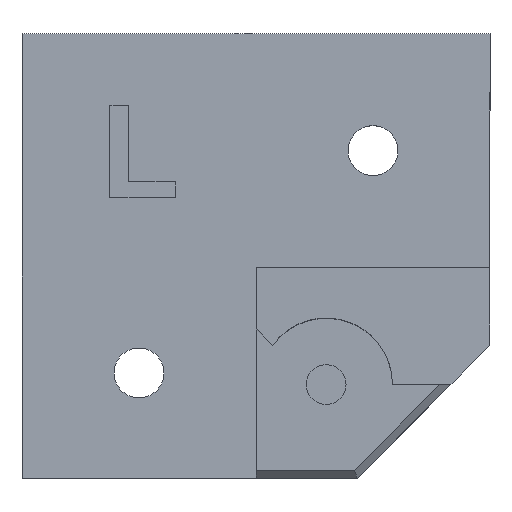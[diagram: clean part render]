
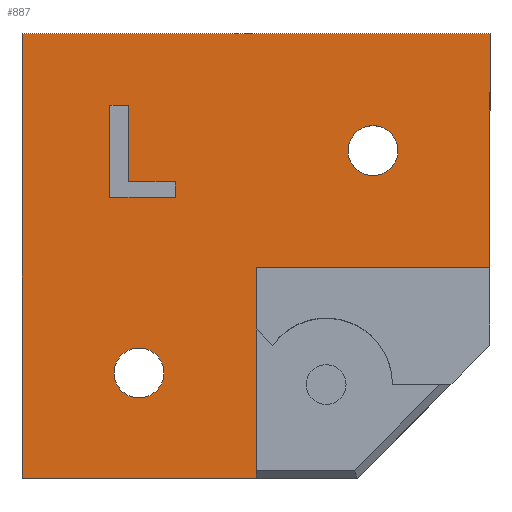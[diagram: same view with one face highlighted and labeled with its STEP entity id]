
A CAD part, top view. The second image highlights one B-rep face of the part: STEP entity #887.
In plain terms, the highlighted planar face has unit normal (0, 0, 1).
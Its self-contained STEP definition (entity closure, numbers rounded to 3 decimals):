
#22=FACE_BOUND('',#167,.T.);
#23=FACE_BOUND('',#168,.T.);
#24=FACE_BOUND('',#169,.T.);
#49=CIRCLE('',#959,3.2);
#51=CIRCLE('',#963,3.2);
#110=FACE_OUTER_BOUND('',#166,.T.);
#166=EDGE_LOOP('',(#787,#788,#789,#790,#791,#792));
#167=EDGE_LOOP('',(#793,#794,#795,#796,#797,#798));
#168=EDGE_LOOP('',(#799));
#169=EDGE_LOOP('',(#800));
#170=LINE('',#1213,#265);
#174=LINE('',#1221,#269);
#177=LINE('',#1227,#272);
#180=LINE('',#1233,#275);
#183=LINE('',#1239,#278);
#186=LINE('',#1244,#281);
#208=LINE('',#1348,#303);
#210=LINE('',#1352,#305);
#229=LINE('',#1394,#324);
#231=LINE('',#1398,#326);
#233=LINE('',#1402,#328);
#264=LINE('',#1490,#359);
#265=VECTOR('',#976,10.);
#269=VECTOR('',#982,10.);
#272=VECTOR('',#987,10.);
#275=VECTOR('',#992,10.);
#278=VECTOR('',#997,10.);
#281=VECTOR('',#1002,10.);
#303=VECTOR('',#1056,10.);
#305=VECTOR('',#1060,10.);
#324=VECTOR('',#1101,10.);
#326=VECTOR('',#1105,10.);
#328=VECTOR('',#1109,10.);
#359=VECTOR('',#1204,10.);
#360=VERTEX_POINT('',#1211);
#361=VERTEX_POINT('',#1212);
#364=VERTEX_POINT('',#1220);
#366=VERTEX_POINT('',#1226);
#368=VERTEX_POINT('',#1232);
#370=VERTEX_POINT('',#1238);
#396=VERTEX_POINT('',#1345);
#397=VERTEX_POINT('',#1347);
#398=VERTEX_POINT('',#1351);
#410=VERTEX_POINT('',#1393);
#411=VERTEX_POINT('',#1397);
#412=VERTEX_POINT('',#1401);
#433=VERTEX_POINT('',#1467);
#435=VERTEX_POINT('',#1475);
#438=EDGE_CURVE('',#360,#361,#170,.T.);
#442=EDGE_CURVE('',#364,#360,#174,.T.);
#445=EDGE_CURVE('',#366,#364,#177,.T.);
#448=EDGE_CURVE('',#368,#366,#180,.T.);
#451=EDGE_CURVE('',#370,#368,#183,.T.);
#454=EDGE_CURVE('',#361,#370,#186,.T.);
#488=EDGE_CURVE('',#396,#397,#208,.T.);
#490=EDGE_CURVE('',#397,#398,#210,.T.);
#511=EDGE_CURVE('',#398,#410,#229,.T.);
#513=EDGE_CURVE('',#410,#411,#231,.T.);
#515=EDGE_CURVE('',#411,#412,#233,.T.);
#547=EDGE_CURVE('',#433,#433,#49,.T.);
#551=EDGE_CURVE('',#435,#435,#51,.T.);
#558=EDGE_CURVE('',#412,#396,#264,.T.);
#787=ORIENTED_EDGE('',*,*,#558,.F.);
#788=ORIENTED_EDGE('',*,*,#515,.F.);
#789=ORIENTED_EDGE('',*,*,#513,.F.);
#790=ORIENTED_EDGE('',*,*,#511,.F.);
#791=ORIENTED_EDGE('',*,*,#490,.F.);
#792=ORIENTED_EDGE('',*,*,#488,.F.);
#793=ORIENTED_EDGE('',*,*,#438,.T.);
#794=ORIENTED_EDGE('',*,*,#454,.T.);
#795=ORIENTED_EDGE('',*,*,#451,.T.);
#796=ORIENTED_EDGE('',*,*,#448,.T.);
#797=ORIENTED_EDGE('',*,*,#445,.T.);
#798=ORIENTED_EDGE('',*,*,#442,.T.);
#799=ORIENTED_EDGE('',*,*,#547,.F.);
#800=ORIENTED_EDGE('',*,*,#551,.F.);
#838=PLANE('',#971);
#887=ADVANCED_FACE('',(#110,#22,#23,#24),#838,.F.);
#959=AXIS2_PLACEMENT_3D('',#1469,#1176,#1177);
#963=AXIS2_PLACEMENT_3D('',#1477,#1186,#1187);
#971=AXIS2_PLACEMENT_3D('',#1492,#1207,#1208);
#976=DIRECTION('',(0.,-1.,0.));
#982=DIRECTION('',(1.,0.,0.));
#987=DIRECTION('',(0.,-1.,0.));
#992=DIRECTION('',(1.,0.,0.));
#997=DIRECTION('',(0.,1.,0.));
#1002=DIRECTION('',(-1.,0.,0.));
#1056=DIRECTION('',(0.,-1.,0.));
#1060=DIRECTION('',(-1.,0.,0.));
#1101=DIRECTION('',(0.,1.,0.));
#1105=DIRECTION('',(1.,0.,0.));
#1109=DIRECTION('',(0.,-1.,0.));
#1176=DIRECTION('center_axis',(0.,0.,1.));
#1177=DIRECTION('ref_axis',(1.,0.,0.));
#1186=DIRECTION('center_axis',(0.,0.,1.));
#1187=DIRECTION('ref_axis',(1.,0.,0.));
#1204=DIRECTION('',(-1.,0.,0.));
#1207=DIRECTION('center_axis',(0.,0.,-1.));
#1208=DIRECTION('ref_axis',(-1.,0.,0.));
#1211=CARTESIAN_POINT('',(-45.352,38.005,6.));
#1212=CARTESIAN_POINT('',(-45.352,36.,6.));
#1213=CARTESIAN_POINT('',(-45.352,33.253,6.));
#1220=CARTESIAN_POINT('',(-51.327,38.005,6.));
#1221=CARTESIAN_POINT('',(-43.164,38.005,6.));
#1226=CARTESIAN_POINT('',(-51.327,47.805,6.));
#1227=CARTESIAN_POINT('',(-51.327,38.153,6.));
#1232=CARTESIAN_POINT('',(-53.731,47.805,6.));
#1233=CARTESIAN_POINT('',(-44.365,47.805,6.));
#1238=CARTESIAN_POINT('',(-53.731,36.,6.));
#1239=CARTESIAN_POINT('',(-53.731,32.25,6.));
#1244=CARTESIAN_POINT('',(-40.176,36.,6.));
#1345=CARTESIAN_POINT('',(-35.,27.,6.));
#1347=CARTESIAN_POINT('',(-35.,0.,6.));
#1348=CARTESIAN_POINT('',(-35.,14.25,6.));
#1351=CARTESIAN_POINT('',(-65.,0.,6.));
#1352=CARTESIAN_POINT('',(-65.,0.,6.));
#1393=CARTESIAN_POINT('',(-65.,57.,6.));
#1394=CARTESIAN_POINT('',(-65.,57.,6.));
#1397=CARTESIAN_POINT('',(-5.,57.,6.));
#1398=CARTESIAN_POINT('',(-5.,57.,6.));
#1401=CARTESIAN_POINT('',(-5.,27.,6.));
#1402=CARTESIAN_POINT('',(-5.,57.,6.));
#1467=CARTESIAN_POINT('',(-53.2,13.5,6.));
#1469=CARTESIAN_POINT('Origin',(-50.,13.5,6.));
#1475=CARTESIAN_POINT('',(-23.2,42.,6.));
#1477=CARTESIAN_POINT('Origin',(-20.,42.,6.));
#1490=CARTESIAN_POINT('',(-35.,27.,6.));
#1492=CARTESIAN_POINT('Origin',(-35.,28.5,6.));
